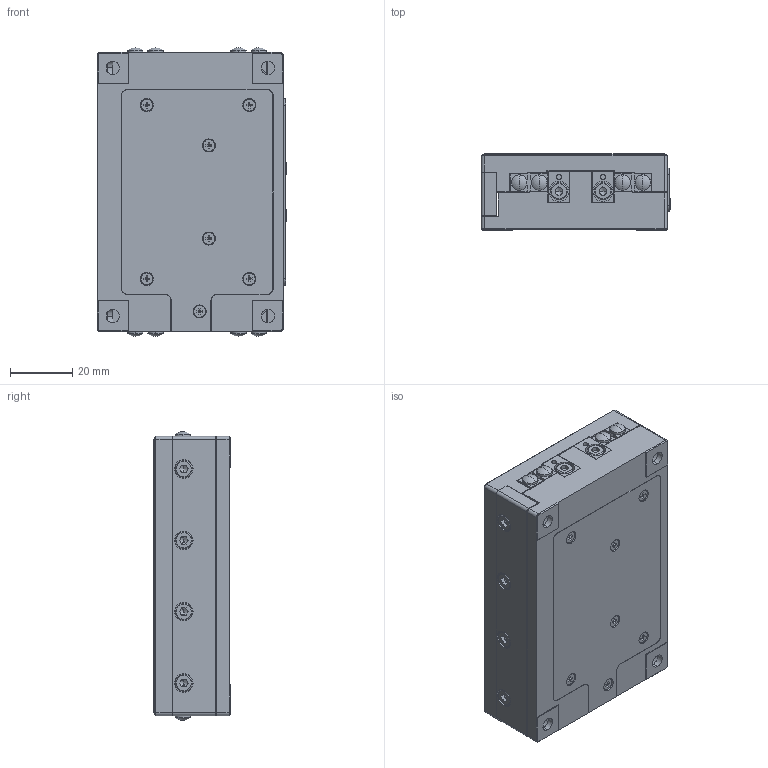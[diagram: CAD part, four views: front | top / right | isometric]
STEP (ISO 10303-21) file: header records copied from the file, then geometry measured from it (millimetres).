
FILE_DESCRIPTION (( 'STEP AP203' ), '1' );
FILE_NAME ('527473.STEP', '2025-04-10T04:14:57', ( 'Windows User' ), ( 'P R C' ), 'SwSTEP 2.0', 'SolidWorks 2020', '' );
FILE_SCHEMA (( 'CONFIG_CONTROL_DESIGN' ));
Length unit declared in the file: millimetre
Products named in the file (13): VR2-90x16Z1.STEP; LS2-0618-41__________-0.STEP; 527453-527473.STEP; LS2-0618-41__________.STEP; countersunk flat head cross recess screw_din_DIN EN ISO 7046-1 - M2 x 3 - Z - 3N.STEP; ____________41Rzz.STEP; socket head cap screw_din_DIN 912 M3 x 5 --- 5N.STEP; 527473; VR2_90_GD.STEP; LS2-6910-41zz________.STEP; socket head cap screw_din_DIN 912 M3 x 10 --- 10N.STEP; 50mm______.STEP; LS2-6910-41zz______.STEP
Assembly tree (28 placements, depth 4):
  527473
    527453-527473.STEP
      VR2-90x16Z1.STEP  x2
        VR2_90_GD.STEP
      LS2-0618-41__________.STEP
      LS2-6910-41zz______.STEP
      LS2-0618-41__________-0.STEP
      LS2-6910-41zz________.STEP
      ____________41Rzz.STEP  x2
      50mm______.STEP
      socket head cap screw_din_DIN 912 M3 x 5 --- 5N.STEP  x4
      countersunk flat head cross recess screw_din_DIN EN ISO 7046-1 - M2 x 3 - Z - 3N.STEP  x10
      socket head cap screw_din_DIN 912 M3 x 10 --- 10N.STEP  x2
Bounding box: 61.1 x 24.5 x 93 mm (x, y, z)
Volume: 124124.3 mm3; surface area: 63026.7 mm2
Topology: 27 solids, 27 shells, 1496 faces, 3732 edges, 2258 vertices
Faces by surface type: plane 649, cylinder 462, cone 325, torus 60
Entity records: 27775 total; most frequent: DIRECTION 4729, CARTESIAN_POINT 4574, ORIENTED_EDGE 4286, EDGE_CURVE 2143, AXIS2_PLACEMENT_3D 1739, VERTEX_POINT 1358, LINE 1251, VECTOR 1251
